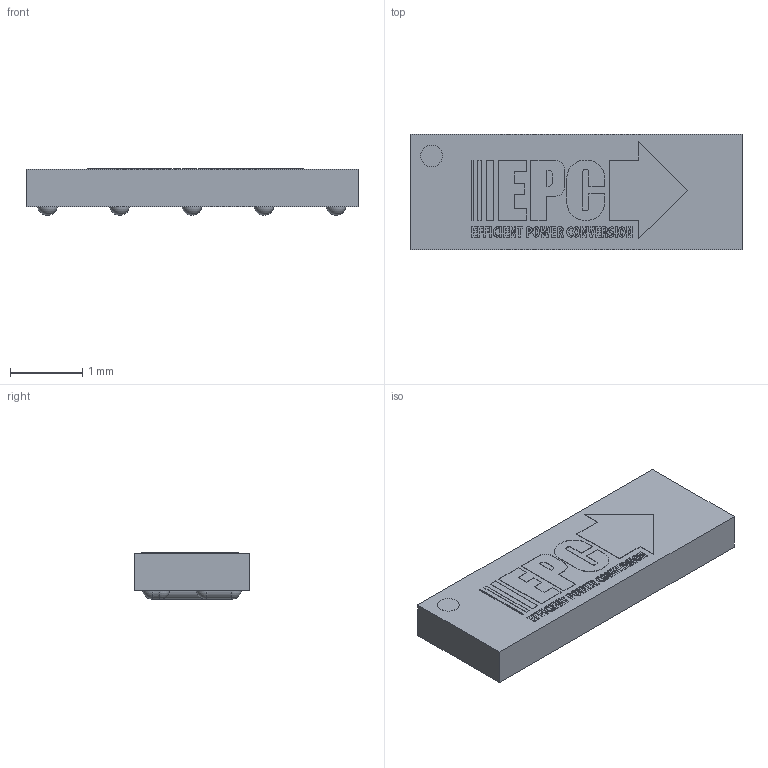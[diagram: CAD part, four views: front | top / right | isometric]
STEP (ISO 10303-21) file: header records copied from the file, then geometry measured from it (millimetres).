
FILE_DESCRIPTION(('FreeCAD Model'),'2;1');
FILE_NAME('Open CASCADE Shape Model','2023-11-27T11:38:11',(''),(''), 'Open CASCADE STEP processor 7.6','FreeCAD','Unknown');
FILE_SCHEMA(('AUTOMOTIVE_DESIGN { 1 0 10303 214 1 1 1 1 }'));
Length unit declared in the file: millimetre
Products named in the file (62): D0111; EPClogo3mm; Extrude024; Extrude; Extrude001; Extrude002; Extrude003; Extrude004; Extrude005; Extrude006; Extrude007; Extrude008; Extrude009; Extrude010; Extrude011; Extrude012; Extrude013; Extrude014; Extrude015; Extrude016; Extrude017; Extrude018; Extrude019; Extrude020; Extrude021; Extrude022; Extrude023; Green008; Green001; Green002; Green003; Green004; Green005; Green006; Green007; 7664457488; Extruded; 7664455808; Cylinder; 7664465648 ...
Assembly tree (74 placements, depth 4):
  D0111
    EPClogo3mm
      Extrude024
        Extrude
        Extrude001
        Extrude002
        Extrude003
        Extrude004
        Extrude005
        Extrude006
        Extrude007
        Extrude008
        Extrude009
        Extrude010
        Extrude011
        Extrude012
        Extrude013
        Extrude014
        Extrude015
        Extrude016
        Extrude017
        Extrude018
        Extrude019
        Extrude020
        Extrude021
        Extrude022
        Extrude023
      Green008
        Green001
        Green002
        Green003
        Green004
        Green005
        Green006
        Green007
    7664457488
      Extruded
    7664455808
      Cylinder
    7664465648
      Sphere
    7664465648001
      Sphere
    7664457328
      Cylinder001
    7664454208
      Cylinder002
    7664465648002
      Sphere
    7664465648003
      Sphere
    7664457328001
      Cylinder001
    7664465648004
      Sphere
    7664465648005
      Sphere
    7664465648006
      Sphere
    7664465648007
Bounding box: 4.6 x 1.6 x 0.64 mm (x, y, z)
Volume: 4.2 mm3; surface area: 32.7 mm2
Topology: 51 solids, 51 shells, 523 faces, 1335 edges, 890 vertices
Faces by surface type: plane 248, bspline 152, extrusion 104, sphere 12, cylinder 7
Full cylindrical faces by diameter (mm): 0.275 x6, 0.3 x1
Entity records: 16818 total; most frequent: CARTESIAN_POINT 4543, ORIENTED_EDGE 2586, DIRECTION 1435, EDGE_CURVE 1293, VERTEX_POINT 863, VECTOR 765, B_SPLINE_CURVE_WITH_KNOTS 726, LINE 661
